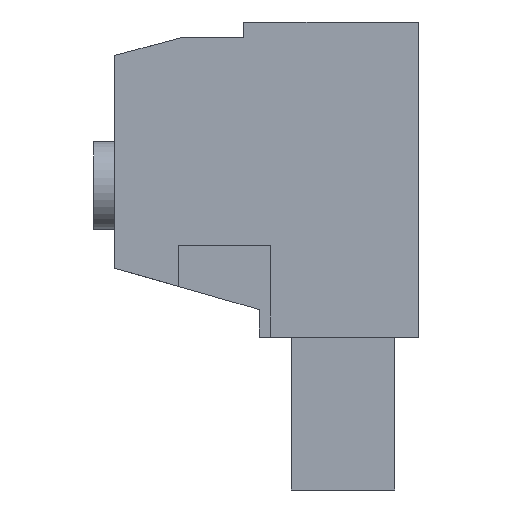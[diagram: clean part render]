
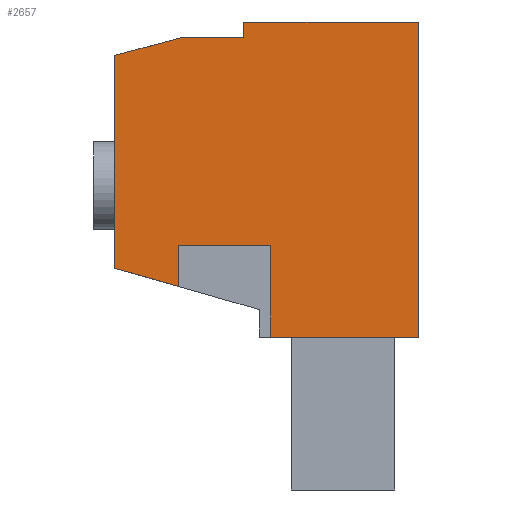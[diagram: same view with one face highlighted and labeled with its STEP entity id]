
A CAD part, left-side view. The second image highlights one B-rep face of the part: STEP entity #2657.
In plain terms, the highlighted planar face has unit normal (-1, 0, 0).
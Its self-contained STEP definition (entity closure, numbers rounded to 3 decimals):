
#2581=AXIS2_PLACEMENT_3D('Plane Axis2P3D',#2578,#2579,#2580) ;
#849=CARTESIAN_POINT('Vertex',(0.,0.,14.4)) ;
#852=CARTESIAN_POINT('Line Origine',(0.,6.95,14.4)) ;
#856=CARTESIAN_POINT('Vertex',(0.,13.9,14.4)) ;
#2245=CARTESIAN_POINT('Vertex',(0.,0.,44.1)) ;
#2248=CARTESIAN_POINT('Line Origine',(0.,0.,29.25)) ;
#2578=CARTESIAN_POINT('Axis2P3D Location',(0.,0.,0.)) ;
#2583=CARTESIAN_POINT('Line Origine',(0.,8.225,44.1)) ;
#2587=CARTESIAN_POINT('Vertex',(0.,16.45,44.1)) ;
#2590=CARTESIAN_POINT('Line Origine',(0.,16.45,43.35)) ;
#2594=CARTESIAN_POINT('Vertex',(0.,16.45,42.6)) ;
#2597=CARTESIAN_POINT('Line Origine',(0.,19.446,42.6)) ;
#2601=CARTESIAN_POINT('Vertex',(0.,22.442,42.6)) ;
#2604=CARTESIAN_POINT('Line Origine',(0.,25.521,41.775)) ;
#2608=CARTESIAN_POINT('Vertex',(0.,28.6,40.95)) ;
#2611=CARTESIAN_POINT('Line Origine',(0.,28.6,30.925)) ;
#2615=CARTESIAN_POINT('Vertex',(0.,28.6,20.9)) ;
#2618=CARTESIAN_POINT('Line Origine',(0.,25.6,20.04)) ;
#2622=CARTESIAN_POINT('Vertex',(0.,22.6,19.18)) ;
#2625=CARTESIAN_POINT('Line Origine',(0.,22.6,21.115)) ;
#2629=CARTESIAN_POINT('Vertex',(0.,22.6,23.05)) ;
#2632=CARTESIAN_POINT('Line Origine',(0.,18.25,23.05)) ;
#2636=CARTESIAN_POINT('Vertex',(0.,13.9,23.05)) ;
#2639=CARTESIAN_POINT('Line Origine',(0.,13.9,18.725)) ;
#853=DIRECTION('Vector Direction',(0.,1.,0.)) ;
#2249=DIRECTION('Vector Direction',(0.,0.,-1.)) ;
#2579=DIRECTION('Axis2P3D Direction',(-1.,0.,0.)) ;
#2580=DIRECTION('Axis2P3D XDirection',(0.,0.,1.)) ;
#2584=DIRECTION('Vector Direction',(0.,-1.,0.)) ;
#2591=DIRECTION('Vector Direction',(0.,0.,1.)) ;
#2598=DIRECTION('Vector Direction',(0.,-1.,0.)) ;
#2605=DIRECTION('Vector Direction',(0.,-0.966,0.259)) ;
#2612=DIRECTION('Vector Direction',(0.,0.,1.)) ;
#2619=DIRECTION('Vector Direction',(0.,0.961,0.276)) ;
#2626=DIRECTION('Vector Direction',(0.,0.,1.)) ;
#2633=DIRECTION('Vector Direction',(0.,-1.,0.)) ;
#2640=DIRECTION('Vector Direction',(0.,0.,1.)) ;
#854=VECTOR('Line Direction',#853,1.) ;
#2250=VECTOR('Line Direction',#2249,1.) ;
#2585=VECTOR('Line Direction',#2584,1.) ;
#2592=VECTOR('Line Direction',#2591,1.) ;
#2599=VECTOR('Line Direction',#2598,1.) ;
#2606=VECTOR('Line Direction',#2605,1.) ;
#2613=VECTOR('Line Direction',#2612,1.) ;
#2620=VECTOR('Line Direction',#2619,1.) ;
#2627=VECTOR('Line Direction',#2626,1.) ;
#2634=VECTOR('Line Direction',#2633,1.) ;
#2641=VECTOR('Line Direction',#2640,1.) ;
#2645=ORIENTED_EDGE('',*,*,#858,.T.) ;
#2646=ORIENTED_EDGE('',*,*,#2252,.T.) ;
#2647=ORIENTED_EDGE('',*,*,#2589,.T.) ;
#2648=ORIENTED_EDGE('',*,*,#2596,.T.) ;
#2649=ORIENTED_EDGE('',*,*,#2603,.T.) ;
#2650=ORIENTED_EDGE('',*,*,#2610,.T.) ;
#2651=ORIENTED_EDGE('',*,*,#2617,.T.) ;
#2652=ORIENTED_EDGE('',*,*,#2624,.T.) ;
#2653=ORIENTED_EDGE('',*,*,#2631,.T.) ;
#2654=ORIENTED_EDGE('',*,*,#2638,.T.) ;
#2655=ORIENTED_EDGE('',*,*,#2643,.F.) ;
#2657=ADVANCED_FACE('HOUSING',(#2656),#2582,.T.) ;
#858=EDGE_CURVE('',#857,#850,#855,.F.) ;
#2252=EDGE_CURVE('',#850,#2246,#2251,.F.) ;
#2589=EDGE_CURVE('',#2246,#2588,#2586,.F.) ;
#2596=EDGE_CURVE('',#2588,#2595,#2593,.F.) ;
#2603=EDGE_CURVE('',#2595,#2602,#2600,.F.) ;
#2610=EDGE_CURVE('',#2602,#2609,#2607,.F.) ;
#2617=EDGE_CURVE('',#2609,#2616,#2614,.F.) ;
#2624=EDGE_CURVE('',#2616,#2623,#2621,.F.) ;
#2631=EDGE_CURVE('',#2623,#2630,#2628,.T.) ;
#2638=EDGE_CURVE('',#2630,#2637,#2635,.T.) ;
#2643=EDGE_CURVE('',#857,#2637,#2642,.T.) ;
#2644=EDGE_LOOP('',(#2645,#2646,#2647,#2648,#2649,#2650,#2651,#2652,#2653,#2654,#2655)) ;
#2656=FACE_OUTER_BOUND('',#2644,.T.) ;
#855=LINE('Line',#852,#854) ;
#2251=LINE('Line',#2248,#2250) ;
#2586=LINE('Line',#2583,#2585) ;
#2593=LINE('Line',#2590,#2592) ;
#2600=LINE('Line',#2597,#2599) ;
#2607=LINE('Line',#2604,#2606) ;
#2614=LINE('Line',#2611,#2613) ;
#2621=LINE('Line',#2618,#2620) ;
#2628=LINE('Line',#2625,#2627) ;
#2635=LINE('Line',#2632,#2634) ;
#2642=LINE('Line',#2639,#2641) ;
#2582=PLANE('',#2581) ;
#850=VERTEX_POINT('',#849) ;
#857=VERTEX_POINT('',#856) ;
#2246=VERTEX_POINT('',#2245) ;
#2588=VERTEX_POINT('',#2587) ;
#2595=VERTEX_POINT('',#2594) ;
#2602=VERTEX_POINT('',#2601) ;
#2609=VERTEX_POINT('',#2608) ;
#2616=VERTEX_POINT('',#2615) ;
#2623=VERTEX_POINT('',#2622) ;
#2630=VERTEX_POINT('',#2629) ;
#2637=VERTEX_POINT('',#2636) ;
